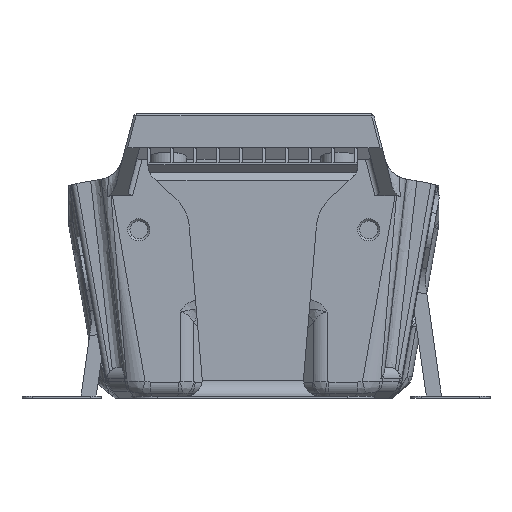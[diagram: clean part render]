
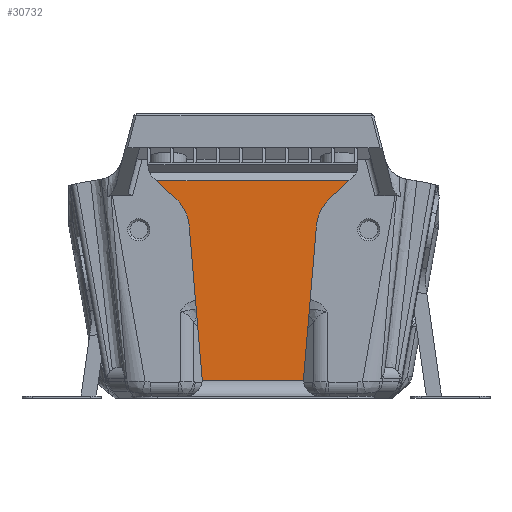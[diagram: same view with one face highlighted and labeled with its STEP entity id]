
A CAD part, front view. The second image highlights one B-rep face of the part: STEP entity #30732.
In plain terms, the highlighted planar face has unit normal (0, -1, 0).
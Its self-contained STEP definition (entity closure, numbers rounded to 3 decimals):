
#886=CIRCLE('',#33346,3.);
#887=CIRCLE('',#33347,3.);
#888=CIRCLE('',#33348,8.);
#889=CIRCLE('',#33349,8.);
#11113=ORIENTED_EDGE('',*,*,#16057,.T.);
#11114=ORIENTED_EDGE('',*,*,#16058,.T.);
#11115=ORIENTED_EDGE('',*,*,#16059,.T.);
#11116=ORIENTED_EDGE('',*,*,#16055,.F.);
#11117=ORIENTED_EDGE('',*,*,#16060,.T.);
#11118=ORIENTED_EDGE('',*,*,#16061,.T.);
#11119=ORIENTED_EDGE('',*,*,#16062,.F.);
#11120=ORIENTED_EDGE('',*,*,#16063,.F.);
#11121=ORIENTED_EDGE('',*,*,#16064,.T.);
#11122=ORIENTED_EDGE('',*,*,#16065,.T.);
#16055=EDGE_CURVE('',#19117,#19118,#21639,.T.);
#16057=EDGE_CURVE('',#19119,#19120,#886,.T.);
#16058=EDGE_CURVE('',#19120,#19121,#21641,.F.);
#16059=EDGE_CURVE('',#19121,#19118,#887,.T.);
#16060=EDGE_CURVE('',#19117,#19122,#888,.T.);
#16061=EDGE_CURVE('',#19122,#19123,#21642,.T.);
#16062=EDGE_CURVE('',#19124,#19123,#21643,.T.);
#16063=EDGE_CURVE('',#19125,#19124,#21644,.T.);
#16064=EDGE_CURVE('',#19125,#19126,#889,.T.);
#16065=EDGE_CURVE('',#19126,#19119,#21645,.T.);
#19117=VERTEX_POINT('',#59553);
#19118=VERTEX_POINT('',#59555);
#19119=VERTEX_POINT('',#59559);
#19120=VERTEX_POINT('',#59560);
#19121=VERTEX_POINT('',#59562);
#19122=VERTEX_POINT('',#59565);
#19123=VERTEX_POINT('',#59567);
#19124=VERTEX_POINT('',#59569);
#19125=VERTEX_POINT('',#59571);
#19126=VERTEX_POINT('',#59573);
#21639=LINE('',#59554,#24228);
#21641=LINE('',#59561,#24230);
#21642=LINE('',#59566,#24231);
#21643=LINE('',#59568,#24232);
#21644=LINE('',#59570,#24233);
#21645=LINE('',#59574,#24234);
#24228=VECTOR('',#40607,1000.);
#24230=VECTOR('',#40613,1000.);
#24231=VECTOR('',#40618,1000.);
#24232=VECTOR('',#40619,1000.);
#24233=VECTOR('',#40620,1000.);
#24234=VECTOR('',#40623,1000.);
#26253=EDGE_LOOP('',(#11113,#11114,#11115,#11116,#11117,#11118,#11119,#11120,
#11121,#11122));
#28101=FACE_BOUND('',#26253,.T.);
#29043=PLANE('',#33345);
#30732=ADVANCED_FACE('',(#28101),#29043,.F.);
#33345=AXIS2_PLACEMENT_3D('',#59557,#40609,#40610);
#33346=AXIS2_PLACEMENT_3D('',#59558,#40611,#40612);
#33347=AXIS2_PLACEMENT_3D('',#59563,#40614,#40615);
#33348=AXIS2_PLACEMENT_3D('',#59564,#40616,#40617);
#33349=AXIS2_PLACEMENT_3D('',#59572,#40621,#40622);
#40607=DIRECTION('',(-0.084,0.,-0.996));
#40609=DIRECTION('',(0.,1.,0.));
#40610=DIRECTION('',(0.,0.,1.));
#40611=DIRECTION('',(0.,1.,0.));
#40612=DIRECTION('',(0.,0.,1.));
#40613=DIRECTION('',(-1.,0.,0.));
#40614=DIRECTION('',(0.,1.,0.));
#40615=DIRECTION('',(0.,0.,1.));
#40616=DIRECTION('',(0.,1.,0.));
#40617=DIRECTION('',(0.,0.,1.));
#40618=DIRECTION('',(0.731,0.,0.682));
#40619=DIRECTION('',(1.,0.,0.));
#40620=DIRECTION('',(-0.731,0.,0.682));
#40621=DIRECTION('',(0.,1.,0.));
#40622=DIRECTION('',(0.,0.,1.));
#40623=DIRECTION('',(0.084,0.,-0.996));
#59553=CARTESIAN_POINT('',(11.856,-32.314,32.579));
#59554=CARTESIAN_POINT('',(36.482,-32.314,324.724));
#59555=CARTESIAN_POINT('',(9.418,-32.314,3.652));
#59557=CARTESIAN_POINT('',(0.,-32.314,327.8));
#59558=CARTESIAN_POINT('',(-12.767,-32.314,3.4));
#59559=CARTESIAN_POINT('',(-9.777,-32.314,3.652));
#59560=CARTESIAN_POINT('',(-9.767,-32.314,3.4));
#59561=CARTESIAN_POINT('',(9.143,-32.314,3.4));
#59562=CARTESIAN_POINT('',(9.407,-32.314,3.4));
#59563=CARTESIAN_POINT('',(12.407,-32.314,3.4));
#59564=CARTESIAN_POINT('',(19.828,-32.314,31.907));
#59565=CARTESIAN_POINT('',(14.372,-32.314,37.757));
#59566=CARTESIAN_POINT('',(16.736,-32.314,39.963));
#59567=CARTESIAN_POINT('',(17.982,-32.314,41.124));
#59568=CARTESIAN_POINT('',(-65.369,-32.314,41.124));
#59569=CARTESIAN_POINT('',(-18.341,-32.314,41.124));
#59570=CARTESIAN_POINT('',(-17.096,-32.314,39.963));
#59571=CARTESIAN_POINT('',(-14.731,-32.314,37.757));
#59572=CARTESIAN_POINT('',(-20.187,-32.314,31.907));
#59573=CARTESIAN_POINT('',(-12.216,-32.314,32.579));
#59574=CARTESIAN_POINT('',(-36.839,-32.314,324.694));
